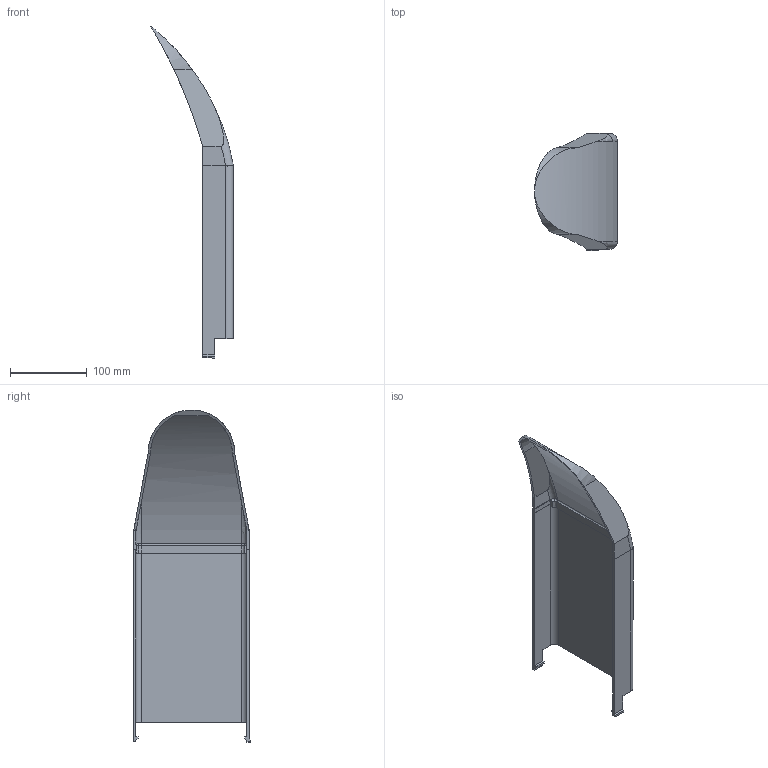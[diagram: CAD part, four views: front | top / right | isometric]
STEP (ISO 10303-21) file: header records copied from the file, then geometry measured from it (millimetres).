
FILE_DESCRIPTION(/* description */ (''),/* implementation_level */ '2;1');
FILE_NAME(/* name */ 'FrontCover.stp',/* time_stamp */ '2026-01-25T18:51:17-05:00',/* author */ ('mateo'),/* organization */ (''),/* preprocessor_version */ 'ST-DEVELOPER v20.1',/* originating_system */ 'Autodesk Inventor 2026',/* authorisation */ '');
FILE_SCHEMA (('AUTOMOTIVE_DESIGN { 1 0 10303 214 3 1 1 }'));
Length unit declared in the file: millimetre
Products named in the file (1): FrontCover
Bounding box: 107.6 x 151.5 x 431.25 mm (x, y, z)
Volume: 253126 mm3; surface area: 173147.3 mm2
Topology: 2 solids, 2 shells, 80 faces, 211 edges, 135 vertices
Faces by surface type: plane 50, bspline 13, cylinder 11, torus 6
Entity records: 3479 total; most frequent: CARTESIAN_POINT 1562, ORIENTED_EDGE 422, DIRECTION 334, EDGE_CURVE 211, VERTEX_POINT 135, LINE 134, VECTOR 134, AXIS2_PLACEMENT_3D 100
